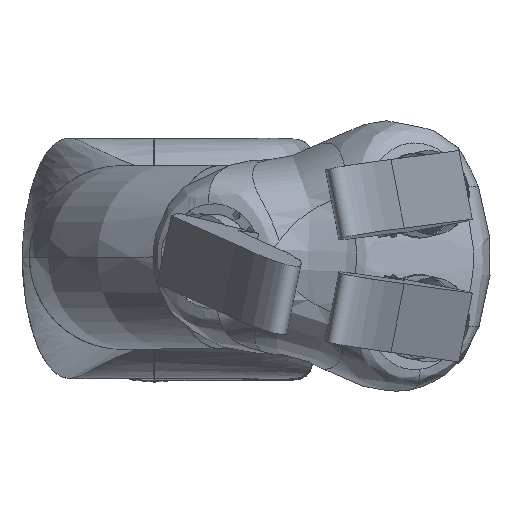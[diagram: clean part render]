
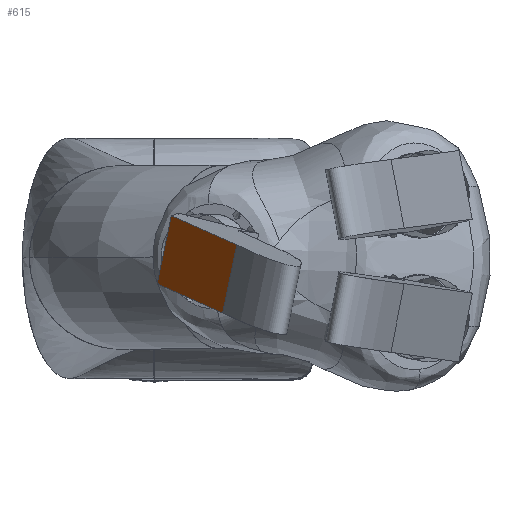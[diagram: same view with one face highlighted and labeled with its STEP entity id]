
A CAD part, top view. The second image highlights one B-rep face of the part: STEP entity #615.
In plain terms, the highlighted face is planar.
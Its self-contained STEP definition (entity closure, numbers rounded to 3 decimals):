
#439 = VERTEX_POINT ( 'NONE', #8709 ) ;
#443 = VERTEX_POINT ( 'NONE', #8704 ) ;
#444 = ORIENTED_EDGE ( 'NONE', *, *, #658, .F. ) ;
#445 = ORIENTED_EDGE ( 'NONE', *, *, #446, .T. ) ;
#446 = EDGE_CURVE ( 'NONE', #443, #653, #8687, .T. ) ;
#447 = ORIENTED_EDGE ( 'NONE', *, *, #684, .T. ) ;
#485 = VERTEX_POINT ( 'NONE', #8750 ) ;
#615 = ADVANCED_FACE ( 'NONE', ( #11335 ), #11331, .T. ) ;
#616 = EDGE_LOOP ( 'NONE', ( #617, #444, #445, #447 ) ) ;
#617 = ORIENTED_EDGE ( 'NONE', *, *, #618, .F. ) ;
#618 = EDGE_CURVE ( 'NONE', #439, #485, #11174, .T. ) ;
#653 = VERTEX_POINT ( 'NONE', #11790 ) ;
#658 = EDGE_CURVE ( 'NONE', #443, #439, #11825, .T. ) ;
#684 = EDGE_CURVE ( 'NONE', #653, #485, #11941, .T. ) ;
#8684 = DIRECTION ( 'NONE',  ( -0.908, 0.171, -0.383 ) ) ;
#8685 = VECTOR ( 'NONE', #8684, 1000. ) ;
#8686 = CARTESIAN_POINT ( 'NONE',  ( -169.261, -3.824, 28.884 ) ) ;
#8687 = LINE ( 'NONE', #8686, #8685 ) ;
#8704 = CARTESIAN_POINT ( 'NONE',  ( -115.972, -13.881, 51.356 ) ) ;
#8709 = CARTESIAN_POINT ( 'NONE',  ( -113.605, 9.503, 56.209 ) ) ;
#8750 = CARTESIAN_POINT ( 'NONE',  ( -166.894, 19.561, 33.736 ) ) ;
#11171 = DIRECTION ( 'NONE',  ( -0.908, 0.171, -0.383 ) ) ;
#11172 = VECTOR ( 'NONE', #11171, 1000. ) ;
#11173 = CARTESIAN_POINT ( 'NONE',  ( -166.894, 19.561, 33.736 ) ) ;
#11174 = LINE ( 'NONE', #11173, #11172 ) ;
#11175 = DIRECTION ( 'NONE',  ( -0.911, 0., -0.412 ) ) ;
#11176 = DIRECTION ( 'NONE',  ( 0.408, 0.146, -0.901 ) ) ;
#11331 = PLANE ( 'NONE',  #11334 ) ;
#11332 = CARTESIAN_POINT ( 'NONE',  ( -169.261, -3.824, 28.884 ) ) ;
#11334 = AXIS2_PLACEMENT_3D ( 'NONE', #11332, #11176, #11175 ) ;
#11335 = FACE_OUTER_BOUND ( 'NONE', #616, .T. ) ;
#11790 = CARTESIAN_POINT ( 'NONE',  ( -169.261, -3.824, 28.884 ) ) ;
#11822 = DIRECTION ( 'NONE',  ( 0.099, 0.974, 0.202 ) ) ;
#11823 = VECTOR ( 'NONE', #11822, 1000. ) ;
#11824 = CARTESIAN_POINT ( 'NONE',  ( -115.972, -13.881, 51.356 ) ) ;
#11825 = LINE ( 'NONE', #11824, #11823 ) ;
#11938 = DIRECTION ( 'NONE',  ( 0.099, 0.974, 0.202 ) ) ;
#11939 = VECTOR ( 'NONE', #11938, 1000. ) ;
#11940 = CARTESIAN_POINT ( 'NONE',  ( -169.261, -3.824, 28.884 ) ) ;
#11941 = LINE ( 'NONE', #11940, #11939 ) ;
